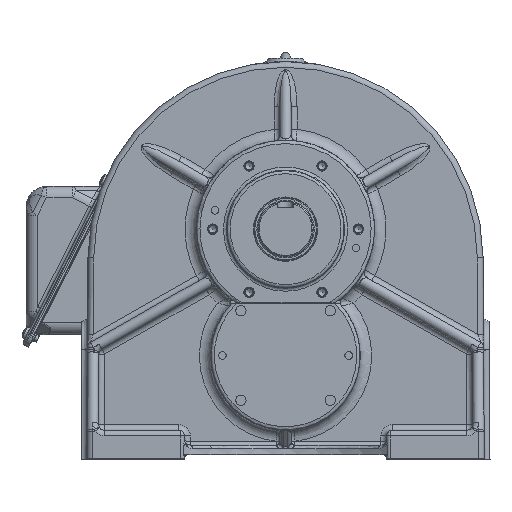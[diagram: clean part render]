
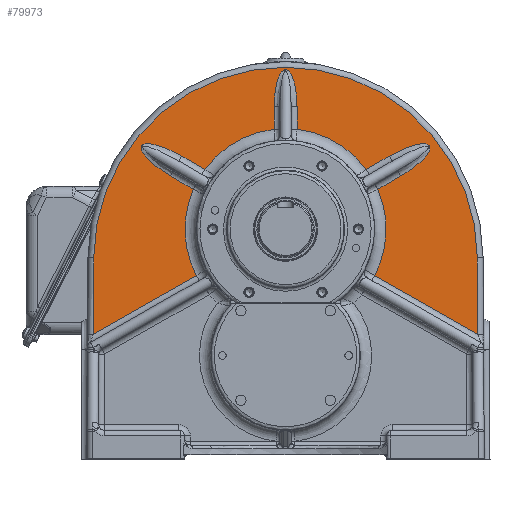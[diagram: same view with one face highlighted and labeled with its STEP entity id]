
A CAD part, top view. The second image highlights one B-rep face of the part: STEP entity #79973.
In plain terms, the highlighted planar face has unit normal (0, 0, 1).
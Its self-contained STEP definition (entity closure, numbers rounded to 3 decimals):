
#2470=ELLIPSE('',#85002,34.721,10.);
#2471=ELLIPSE('',#85003,34.721,10.);
#2472=ELLIPSE('',#85007,34.721,10.);
#2473=ELLIPSE('',#85008,34.721,10.);
#2474=ELLIPSE('',#85010,31.86,10.);
#2475=ELLIPSE('',#85011,31.86,10.);
#3246=CIRCLE('',#85004,87.5);
#3247=CIRCLE('',#85005,167.);
#3248=CIRCLE('',#85006,87.5);
#3249=CIRCLE('',#85009,87.5);
#3250=CIRCLE('',#85012,87.5);
#9527=ORIENTED_EDGE('',*,*,#34159,.T.);
#9528=ORIENTED_EDGE('',*,*,#34160,.T.);
#9529=ORIENTED_EDGE('',*,*,#34161,.T.);
#9530=ORIENTED_EDGE('',*,*,#34162,.T.);
#9531=ORIENTED_EDGE('',*,*,#34163,.T.);
#9532=ORIENTED_EDGE('',*,*,#34164,.T.);
#9533=ORIENTED_EDGE('',*,*,#34165,.T.);
#9534=ORIENTED_EDGE('',*,*,#34166,.T.);
#9535=ORIENTED_EDGE('',*,*,#34167,.T.);
#9536=ORIENTED_EDGE('',*,*,#34168,.T.);
#9537=ORIENTED_EDGE('',*,*,#34169,.T.);
#9538=ORIENTED_EDGE('',*,*,#34170,.T.);
#9539=ORIENTED_EDGE('',*,*,#34171,.T.);
#9540=ORIENTED_EDGE('',*,*,#34172,.T.);
#9541=ORIENTED_EDGE('',*,*,#34173,.T.);
#9542=ORIENTED_EDGE('',*,*,#34174,.T.);
#9543=ORIENTED_EDGE('',*,*,#34175,.T.);
#9544=ORIENTED_EDGE('',*,*,#34176,.T.);
#9545=ORIENTED_EDGE('',*,*,#34177,.T.);
#9546=ORIENTED_EDGE('',*,*,#34178,.T.);
#9547=ORIENTED_EDGE('',*,*,#34179,.T.);
#34159=EDGE_CURVE('',#46487,#46488,#2470,.T.);
#34160=EDGE_CURVE('',#46488,#46489,#2471,.T.);
#34161=EDGE_CURVE('',#46489,#46490,#54252,.T.);
#34162=EDGE_CURVE('',#46490,#46491,#3246,.T.);
#34163=EDGE_CURVE('',#46491,#46492,#54253,.F.);
#34164=EDGE_CURVE('',#46492,#46493,#54254,.F.);
#34165=EDGE_CURVE('',#46493,#46494,#3247,.F.);
#34166=EDGE_CURVE('',#46494,#46495,#54255,.F.);
#34167=EDGE_CURVE('',#46495,#46496,#54256,.T.);
#34168=EDGE_CURVE('',#46496,#46497,#3248,.T.);
#34169=EDGE_CURVE('',#46497,#46498,#54257,.T.);
#34170=EDGE_CURVE('',#46498,#46499,#2472,.T.);
#34171=EDGE_CURVE('',#46499,#46500,#2473,.T.);
#34172=EDGE_CURVE('',#46500,#46501,#54258,.F.);
#34173=EDGE_CURVE('',#46501,#46502,#3249,.T.);
#34174=EDGE_CURVE('',#46502,#46503,#54259,.F.);
#34175=EDGE_CURVE('',#46503,#46504,#2474,.T.);
#34176=EDGE_CURVE('',#46504,#46505,#2475,.T.);
#34177=EDGE_CURVE('',#46505,#46506,#54260,.T.);
#34178=EDGE_CURVE('',#46506,#46507,#3250,.T.);
#34179=EDGE_CURVE('',#46507,#46487,#54261,.F.);
#46487=VERTEX_POINT('',#117664);
#46488=VERTEX_POINT('',#117665);
#46489=VERTEX_POINT('',#117667);
#46490=VERTEX_POINT('',#117669);
#46491=VERTEX_POINT('',#117671);
#46492=VERTEX_POINT('',#117673);
#46493=VERTEX_POINT('',#117675);
#46494=VERTEX_POINT('',#117677);
#46495=VERTEX_POINT('',#117679);
#46496=VERTEX_POINT('',#117681);
#46497=VERTEX_POINT('',#117683);
#46498=VERTEX_POINT('',#117685);
#46499=VERTEX_POINT('',#117687);
#46500=VERTEX_POINT('',#117689);
#46501=VERTEX_POINT('',#117691);
#46502=VERTEX_POINT('',#117693);
#46503=VERTEX_POINT('',#117695);
#46504=VERTEX_POINT('',#117697);
#46505=VERTEX_POINT('',#117699);
#46506=VERTEX_POINT('',#117701);
#46507=VERTEX_POINT('',#117703);
#54252=LINE('',#117668,#60567);
#54253=LINE('',#117672,#60568);
#54254=LINE('',#117674,#60569);
#54255=LINE('',#117678,#60570);
#54256=LINE('',#117680,#60571);
#54257=LINE('',#117684,#60572);
#54258=LINE('',#117690,#60573);
#54259=LINE('',#117694,#60574);
#54260=LINE('',#117700,#60575);
#54261=LINE('',#117704,#60576);
#60567=VECTOR('',#93731,1000.);
#60568=VECTOR('',#93734,1000.);
#60569=VECTOR('',#93735,1000.);
#60570=VECTOR('',#93738,1000.);
#60571=VECTOR('',#93739,1000.);
#60572=VECTOR('',#93742,1000.);
#60573=VECTOR('',#93747,1000.);
#60574=VECTOR('',#93750,1000.);
#60575=VECTOR('',#93755,1000.);
#60576=VECTOR('',#93758,1000.);
#66861=EDGE_LOOP('',(#9527,#9528,#9529,#9530,#9531,#9532,#9533,#9534,#9535,
#9536,#9537,#9538,#9539,#9540,#9541,#9542,#9543,#9544,#9545,#9546,#9547));
#72551=FACE_BOUND('',#66861,.T.);
#78175=PLANE('',#85001);
#79973=ADVANCED_FACE('',(#72551),#78175,.F.);
#85001=AXIS2_PLACEMENT_3D('',#117662,#93725,#93726);
#85002=AXIS2_PLACEMENT_3D('',#117663,#93727,#93728);
#85003=AXIS2_PLACEMENT_3D('',#117666,#93729,#93730);
#85004=AXIS2_PLACEMENT_3D('',#117670,#93732,#93733);
#85005=AXIS2_PLACEMENT_3D('',#117676,#93736,#93737);
#85006=AXIS2_PLACEMENT_3D('',#117682,#93740,#93741);
#85007=AXIS2_PLACEMENT_3D('',#117686,#93743,#93744);
#85008=AXIS2_PLACEMENT_3D('',#117688,#93745,#93746);
#85009=AXIS2_PLACEMENT_3D('',#117692,#93748,#93749);
#85010=AXIS2_PLACEMENT_3D('',#117696,#93751,#93752);
#85011=AXIS2_PLACEMENT_3D('',#117698,#93753,#93754);
#85012=AXIS2_PLACEMENT_3D('',#117702,#93756,#93757);
#93725=DIRECTION('',(0.,0.,-1.));
#93726=DIRECTION('',(-1.,0.,0.));
#93727=DIRECTION('',(0.,0.,-1.));
#93728=DIRECTION('',(0.866,0.5,0.));
#93729=DIRECTION('',(0.,0.,-1.));
#93730=DIRECTION('',(-0.866,-0.5,0.));
#93731=DIRECTION('',(-0.866,-0.5,0.));
#93732=DIRECTION('',(0.,0.,-1.));
#93733=DIRECTION('',(-1.,0.,0.));
#93734=DIRECTION('',(-0.869,0.495,0.));
#93735=DIRECTION('',(0.006,-1.,0.));
#93736=DIRECTION('',(0.,0.,-1.));
#93737=DIRECTION('',(-1.,0.,0.));
#93738=DIRECTION('',(0.006,1.,0.));
#93739=DIRECTION('',(0.869,0.495,0.));
#93740=DIRECTION('',(0.,0.,-1.));
#93741=DIRECTION('',(-1.,0.,0.));
#93742=DIRECTION('',(-0.866,0.5,0.));
#93743=DIRECTION('',(0.,0.,-1.));
#93744=DIRECTION('',(-0.866,0.5,0.));
#93745=DIRECTION('',(0.,0.,-1.));
#93746=DIRECTION('',(0.866,-0.5,0.));
#93747=DIRECTION('',(-0.866,0.5,0.));
#93748=DIRECTION('',(0.,0.,-1.));
#93749=DIRECTION('',(-1.,0.,0.));
#93750=DIRECTION('',(0.,-1.,0.));
#93751=DIRECTION('',(0.,0.,-1.));
#93752=DIRECTION('',(0.,1.,0.));
#93753=DIRECTION('',(0.,0.,-1.));
#93754=DIRECTION('',(0.,-1.,0.));
#93755=DIRECTION('',(0.,-1.,0.));
#93756=DIRECTION('',(0.,0.,-1.));
#93757=DIRECTION('',(-1.,0.,0.));
#93758=DIRECTION('',(-0.866,-0.5,0.));
#117662=CARTESIAN_POINT('',(0.,174.,98.));
#117663=CARTESIAN_POINT('',(95.275,255.007,98.));
#117664=CARTESIAN_POINT('',(90.275,263.667,98.));
#117665=CARTESIAN_POINT('',(125.345,272.368,98.));
#117666=CARTESIAN_POINT('',(95.275,255.007,98.));
#117667=CARTESIAN_POINT('',(100.275,246.347,98.));
#117668=CARTESIAN_POINT('',(-6.258,184.84,98.));
#117669=CARTESIAN_POINT('',(80.281,234.803,98.));
#117670=CARTESIAN_POINT('',(0.,200.,98.));
#117671=CARTESIAN_POINT('',(77.684,159.733,98.));
#117672=CARTESIAN_POINT('',(174.902,104.344,98.));
#117673=CARTESIAN_POINT('',(167.377,108.631,98.));
#117674=CARTESIAN_POINT('',(166.997,174.957,98.));
#117675=CARTESIAN_POINT('',(166.997,174.957,98.));
#117676=CARTESIAN_POINT('',(0.,174.,98.));
#117677=CARTESIAN_POINT('',(-166.997,174.957,98.));
#117678=CARTESIAN_POINT('',(-167.427,99.971,98.));
#117679=CARTESIAN_POINT('',(-167.377,108.631,98.));
#117680=CARTESIAN_POINT('',(-12.9,196.642,98.));
#117681=CARTESIAN_POINT('',(-77.684,159.733,98.));
#117682=CARTESIAN_POINT('',(0.,200.,98.));
#117683=CARTESIAN_POINT('',(-80.281,234.803,98.));
#117684=CARTESIAN_POINT('',(6.258,184.84,98.));
#117685=CARTESIAN_POINT('',(-100.275,246.347,98.));
#117686=CARTESIAN_POINT('',(-95.275,255.007,98.));
#117687=CARTESIAN_POINT('',(-125.345,272.368,98.));
#117688=CARTESIAN_POINT('',(-95.275,255.007,98.));
#117689=CARTESIAN_POINT('',(-90.275,263.667,98.));
#117690=CARTESIAN_POINT('',(-70.653,252.339,98.));
#117691=CARTESIAN_POINT('',(-70.281,252.124,98.));
#117692=CARTESIAN_POINT('',(0.,200.,98.));
#117693=CARTESIAN_POINT('',(-10.,286.927,98.));
#117694=CARTESIAN_POINT('',(-10.,338.,98.));
#117695=CARTESIAN_POINT('',(-10.,306.945,98.));
#117696=CARTESIAN_POINT('',(0.,306.945,98.));
#117697=CARTESIAN_POINT('',(0.,338.805,98.));
#117698=CARTESIAN_POINT('',(0.,306.945,98.));
#117699=CARTESIAN_POINT('',(10.,306.945,98.));
#117700=CARTESIAN_POINT('',(10.,174.,98.));
#117701=CARTESIAN_POINT('',(10.,286.927,98.));
#117702=CARTESIAN_POINT('',(0.,200.,98.));
#117703=CARTESIAN_POINT('',(70.281,252.124,98.));
#117704=CARTESIAN_POINT('',(119.708,280.66,98.));
